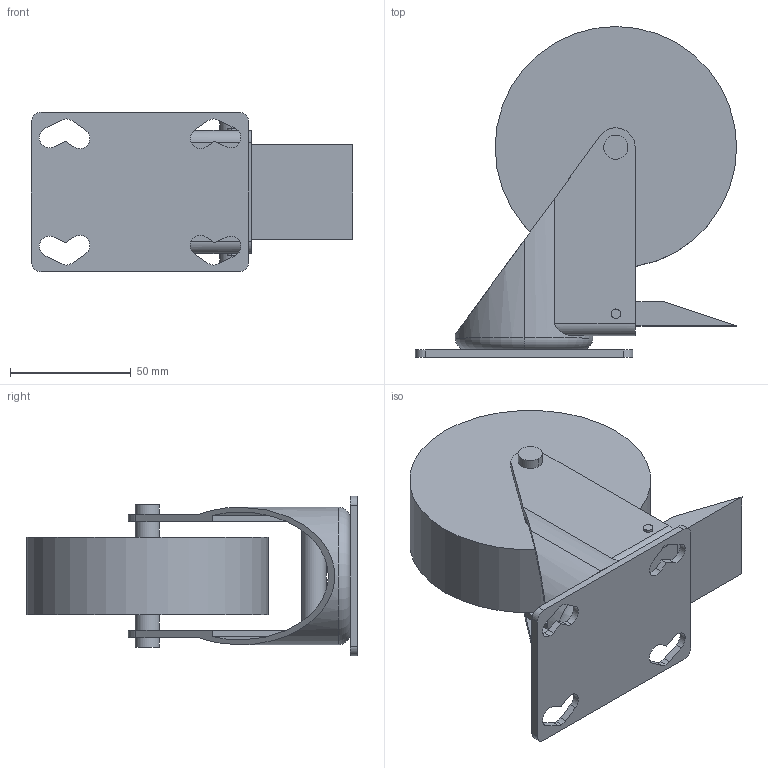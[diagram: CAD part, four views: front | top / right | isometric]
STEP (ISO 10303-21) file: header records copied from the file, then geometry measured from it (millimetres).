
FILE_DESCRIPTION (( 'STEP AP214' ), '1' );
FILE_NAME ('1.45.32100.STEP', '2024-10-10T19:58:15', ( '' ), ( '' ), 'SwSTEP 2.0', 'SolidWorks 2024', '' );
FILE_SCHEMA (( 'AUTOMOTIVE_DESIGN' ));
Length unit declared in the file: millimetre
Products named in the file (1): 1.45.32100
Bounding box: 133 x 136.99 x 66 mm (x, y, z)
Volume: 318826.4 mm3; surface area: 65521.6 mm2
Topology: 1 solids, 1 shells, 105 faces, 284 edges, 188 vertices
Faces by surface type: cylinder 57, plane 44, torus 4
Entity records: 3474 total; most frequent: CARTESIAN_POINT 699, DIRECTION 597, ORIENTED_EDGE 568, EDGE_CURVE 284, AXIS2_PLACEMENT_3D 222, VERTEX_POINT 188, LINE 153, VECTOR 153
